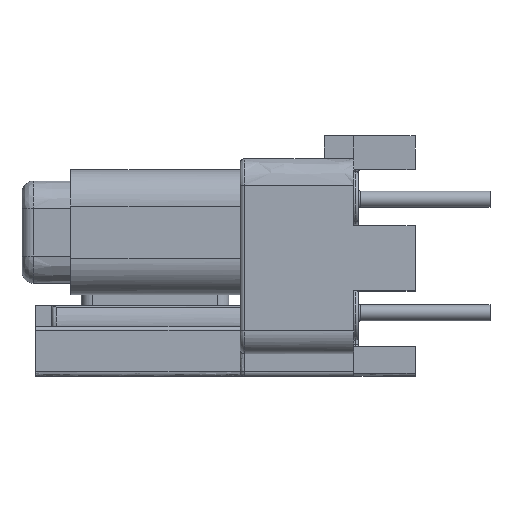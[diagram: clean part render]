
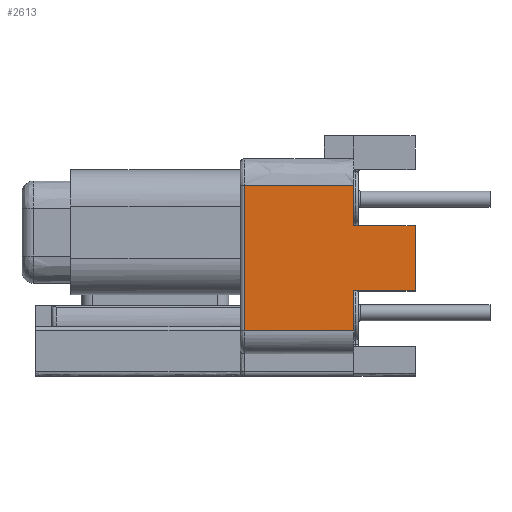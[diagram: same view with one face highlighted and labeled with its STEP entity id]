
A CAD part, left-side view. The second image highlights one B-rep face of the part: STEP entity #2613.
In plain terms, the highlighted free-form (B-spline) face has degree [1, 1] with [2, 2] control points.
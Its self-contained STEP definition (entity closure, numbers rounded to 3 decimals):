
#1113 = VERTEX_POINT('',#1114);
#1114 = CARTESIAN_POINT('',(-9.95,-0.808,
    3.856));
#1120 = EDGE_CURVE('',#1121,#1113,#1123,.T.);
#1121 = VERTEX_POINT('',#1122);
#1122 = CARTESIAN_POINT('',(-9.95,-0.808,
    1.648));
#1123 = B_SPLINE_CURVE_WITH_KNOTS('',1,(#1124,#1125),.UNSPECIFIED.,.F.,
  .F.,(2,2),(4.625,6.4),.PIECEWISE_BEZIER_KNOTS.);
#1124 = CARTESIAN_POINT('',(-9.95,-0.808,
    1.648));
#1125 = CARTESIAN_POINT('',(-9.95,-0.808,
    3.856));
#1142 = VERTEX_POINT('',#1143);
#1143 = CARTESIAN_POINT('',(-9.95,-0.808,
    -1.897));
#1148 = EDGE_CURVE('',#1149,#1142,#1151,.T.);
#1149 = VERTEX_POINT('',#1150);
#1150 = CARTESIAN_POINT('',(-9.95,-0.808,
    -4.104));
#1151 = B_SPLINE_CURVE_WITH_KNOTS('',1,(#1152,#1153),.UNSPECIFIED.,.F.,
  .F.,(2,2),(0.,1.775),.PIECEWISE_BEZIER_KNOTS.);
#1152 = CARTESIAN_POINT('',(-9.95,-0.808,
    -4.104));
#1153 = CARTESIAN_POINT('',(-9.95,-0.808,
    -1.897));
#2031 = VERTEX_POINT('',#2032);
#2032 = CARTESIAN_POINT('',(-9.95,5.162,
    3.856));
#2038 = EDGE_CURVE('',#2031,#1113,#2039,.T.);
#2039 = B_SPLINE_CURVE_WITH_KNOTS('',1,(#2040,#2041),.UNSPECIFIED.,.F.,
  .F.,(2,2),(-3.5,1.3),.PIECEWISE_BEZIER_KNOTS.);
#2040 = CARTESIAN_POINT('',(-9.95,5.162,
    3.856));
#2041 = CARTESIAN_POINT('',(-9.95,-0.808,
    3.856));
#2592 = EDGE_CURVE('',#2593,#1149,#2595,.T.);
#2593 = VERTEX_POINT('',#2594);
#2594 = CARTESIAN_POINT('',(-9.95,5.162,
    -4.104));
#2595 = B_SPLINE_CURVE_WITH_KNOTS('',1,(#2596,#2597),.UNSPECIFIED.,.F.,
  .F.,(2,2),(-3.5,1.3),.PIECEWISE_BEZIER_KNOTS.);
#2596 = CARTESIAN_POINT('',(-9.95,5.162,
    -4.104));
#2597 = CARTESIAN_POINT('',(-9.95,-0.808,
    -4.104));
#2613 = ADVANCED_FACE('',(#2614),#2644,.F.);
#2614 = FACE_BOUND('',#2615,.T.);
#2615 = EDGE_LOOP('',(#2616,#2617,#2622,#2623,#2624,#2631,#2638,#2643));
#2616 = ORIENTED_EDGE('',*,*,#2038,.F.);
#2617 = ORIENTED_EDGE('',*,*,#2618,.T.);
#2618 = EDGE_CURVE('',#2031,#2593,#2619,.T.);
#2619 = B_SPLINE_CURVE_WITH_KNOTS('',1,(#2620,#2621),.UNSPECIFIED.,.F.,
  .F.,(2,2),(-6.4,0.),.PIECEWISE_BEZIER_KNOTS.);
#2620 = CARTESIAN_POINT('',(-9.95,5.162,
    3.856));
#2621 = CARTESIAN_POINT('',(-9.95,5.162,
    -4.104));
#2622 = ORIENTED_EDGE('',*,*,#2592,.T.);
#2623 = ORIENTED_EDGE('',*,*,#1148,.T.);
#2624 = ORIENTED_EDGE('',*,*,#2625,.F.);
#2625 = EDGE_CURVE('',#2626,#1142,#2628,.T.);
#2626 = VERTEX_POINT('',#2627);
#2627 = CARTESIAN_POINT('',(-9.95,-4.167,
    -1.897));
#2628 = B_SPLINE_CURVE_WITH_KNOTS('',1,(#2629,#2630),.UNSPECIFIED.,.F.,
  .F.,(2,2),(0.,2.7),.PIECEWISE_BEZIER_KNOTS.);
#2629 = CARTESIAN_POINT('',(-9.95,-4.167,
    -1.897));
#2630 = CARTESIAN_POINT('',(-9.95,-0.808,
    -1.897));
#2631 = ORIENTED_EDGE('',*,*,#2632,.F.);
#2632 = EDGE_CURVE('',#2633,#2626,#2635,.T.);
#2633 = VERTEX_POINT('',#2634);
#2634 = CARTESIAN_POINT('',(-9.95,-4.167,
    1.648));
#2635 = B_SPLINE_CURVE_WITH_KNOTS('',1,(#2636,#2637),.UNSPECIFIED.,.F.,
  .F.,(2,2),(-1.325,1.525),.PIECEWISE_BEZIER_KNOTS.);
#2636 = CARTESIAN_POINT('',(-9.95,-4.167,
    1.648));
#2637 = CARTESIAN_POINT('',(-9.95,-4.167,
    -1.897));
#2638 = ORIENTED_EDGE('',*,*,#2639,.T.);
#2639 = EDGE_CURVE('',#2633,#1121,#2640,.T.);
#2640 = B_SPLINE_CURVE_WITH_KNOTS('',1,(#2641,#2642),.UNSPECIFIED.,.F.,
  .F.,(2,2),(0.,2.7),.PIECEWISE_BEZIER_KNOTS.);
#2641 = CARTESIAN_POINT('',(-9.95,-4.167,
    1.648));
#2642 = CARTESIAN_POINT('',(-9.95,-0.808,
    1.648));
#2643 = ORIENTED_EDGE('',*,*,#1120,.T.);
#2644 = B_SPLINE_SURFACE_WITH_KNOTS('',1,1,(
    (#2645,#2646)
    ,(#2647,#2648
    )),.UNSPECIFIED.,.F.,.F.,.F.,(2,2),(2,2),(-6.4,0.),
  (-4.,3.5),.PIECEWISE_BEZIER_KNOTS.);
#2645 = CARTESIAN_POINT('',(-9.95,-4.167,
    3.856));
#2646 = CARTESIAN_POINT('',(-9.95,5.162,
    3.856));
#2647 = CARTESIAN_POINT('',(-9.95,-4.167,
    -4.104));
#2648 = CARTESIAN_POINT('',(-9.95,5.162,
    -4.104));
